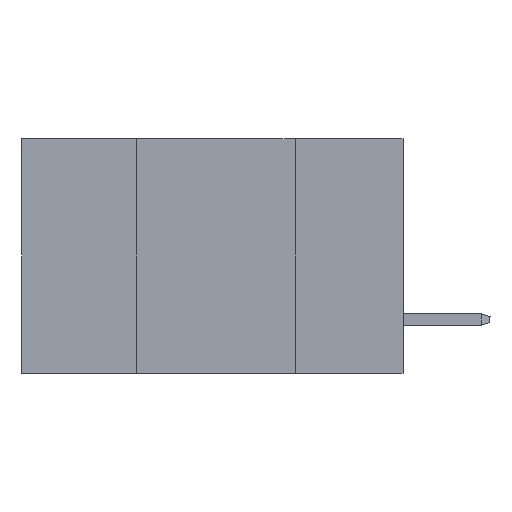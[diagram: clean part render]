
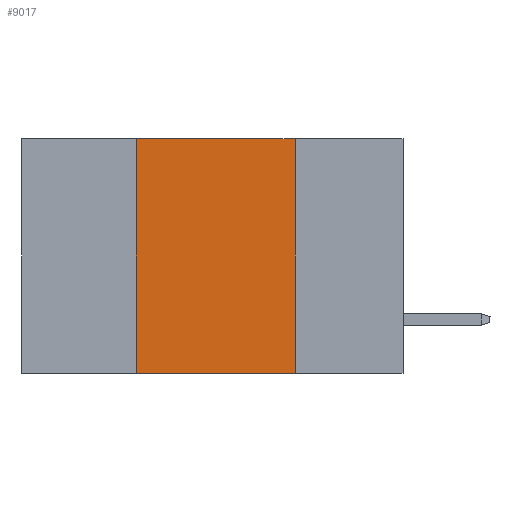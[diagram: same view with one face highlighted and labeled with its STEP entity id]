
A CAD part, left-side view. The second image highlights one B-rep face of the part: STEP entity #9017.
In plain terms, the highlighted planar face has unit normal (-1, 0, 0).
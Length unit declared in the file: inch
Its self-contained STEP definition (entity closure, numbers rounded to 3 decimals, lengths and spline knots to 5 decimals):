
#369 = VERTEX_POINT ( 'NONE', #7070 ) ;
#1373 = VECTOR ( 'NONE', #4263, 39.37008 ) ;
#2011 = CARTESIAN_POINT ( 'NONE',  ( 0., 0.6, 0. ) ) ;
#2671 = LINE ( 'NONE', #21928, #1373 ) ;
#2734 = DIRECTION ( 'NONE',  ( 0., -1., 0. ) ) ;
#3000 = VERTEX_POINT ( 'NONE', #9021 ) ;
#3297 = DIRECTION ( 'NONE',  ( 0., 0., -1. ) ) ;
#4263 = DIRECTION ( 'NONE',  ( 0., 0., 1. ) ) ;
#4795 = EDGE_CURVE ( 'NONE', #369, #8304, #2671, .T. ) ;
#5508 = AXIS2_PLACEMENT_3D ( 'NONE', #2011, #5540, #19570 ) ;
#5540 = DIRECTION ( 'NONE',  ( 1., 0., 0. ) ) ;
#7070 = CARTESIAN_POINT ( 'NONE',  ( 0., 0.42, -0.37 ) ) ;
#8271 = VECTOR ( 'NONE', #19907, 39.37008 ) ;
#8287 = LINE ( 'NONE', #8617, #8322 ) ;
#8304 = VERTEX_POINT ( 'NONE', #21428 ) ;
#8322 = VECTOR ( 'NONE', #3297, 39.37008 ) ;
#8617 = CARTESIAN_POINT ( 'NONE',  ( 0., 0.17, 0. ) ) ;
#9017 = ADVANCED_FACE ( 'NONE', ( #20721 ), #12257, .F. ) ;
#9021 = CARTESIAN_POINT ( 'NONE',  ( 0., 0.17, -0.37 ) ) ;
#9238 = EDGE_CURVE ( 'NONE', #8304, #17672, #12946, .T. ) ;
#11133 = CARTESIAN_POINT ( 'NONE',  ( 0., 0.17, 0. ) ) ;
#11663 = ORIENTED_EDGE ( 'NONE', *, *, #15956, .F. ) ;
#11785 = EDGE_CURVE ( 'NONE', #369, #3000, #21546, .T. ) ;
#12257 = PLANE ( 'NONE',  #5508 ) ;
#12929 = EDGE_LOOP ( 'NONE', ( #11663, #21327, #14863, #20192 ) ) ;
#12946 = LINE ( 'NONE', #16594, #8271 ) ;
#14863 = ORIENTED_EDGE ( 'NONE', *, *, #4795, .F. ) ;
#15956 = EDGE_CURVE ( 'NONE', #17672, #3000, #8287, .T. ) ;
#16522 = CARTESIAN_POINT ( 'NONE',  ( 0., 0.6, -0.37 ) ) ;
#16594 = CARTESIAN_POINT ( 'NONE',  ( 0., 0.6, 0. ) ) ;
#17672 = VERTEX_POINT ( 'NONE', #11133 ) ;
#19570 = DIRECTION ( 'NONE',  ( 0., 0., -1. ) ) ;
#19907 = DIRECTION ( 'NONE',  ( 0., -1., 0. ) ) ;
#20095 = VECTOR ( 'NONE', #2734, 39.37008 ) ;
#20192 = ORIENTED_EDGE ( 'NONE', *, *, #11785, .T. ) ;
#20721 = FACE_OUTER_BOUND ( 'NONE', #12929, .T. ) ;
#21327 = ORIENTED_EDGE ( 'NONE', *, *, #9238, .F. ) ;
#21428 = CARTESIAN_POINT ( 'NONE',  ( 0., 0.42, 0. ) ) ;
#21546 = LINE ( 'NONE', #16522, #20095 ) ;
#21928 = CARTESIAN_POINT ( 'NONE',  ( 0., 0.42, 0. ) ) ;
